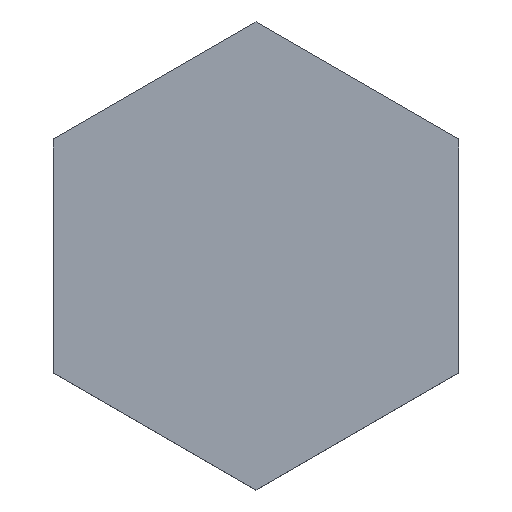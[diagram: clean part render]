
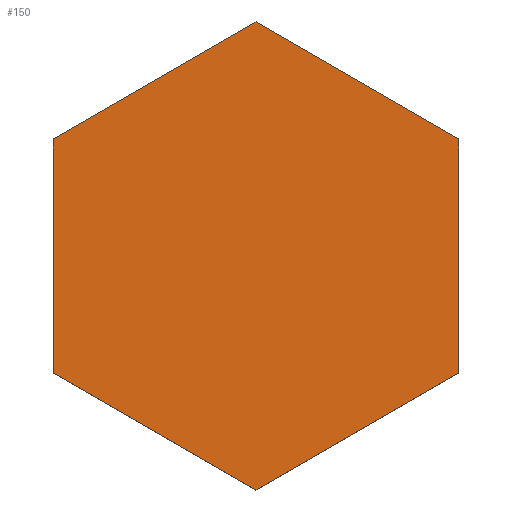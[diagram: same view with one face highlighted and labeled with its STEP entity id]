
A CAD part, top view. The second image highlights one B-rep face of the part: STEP entity #150.
In plain terms, the highlighted planar face has unit normal (0, 0, 1).
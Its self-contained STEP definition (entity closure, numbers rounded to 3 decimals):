
#150=ADVANCED_FACE('',(#8070),#8072,.T.);
#8070=FACE_BOUND('',#8071,.T.);
#8071=EDGE_LOOP('',(#8973,#8974,#8975,#8976,#8977,#8978));
#8072=PLANE('',#8073);
#8073=AXIS2_PLACEMENT_3D('',#8074,#8075,#8076);
#8074=CARTESIAN_POINT('',(0.,0.,32.));
#8075=DIRECTION('',(0.,0.,1.));
#8076=DIRECTION('',(-1.,0.,0.));
#8973=ORIENTED_EDGE('',*,*,#9201,.T.);
#8974=ORIENTED_EDGE('',*,*,#9199,.T.);
#8975=ORIENTED_EDGE('',*,*,#9197,.T.);
#8976=ORIENTED_EDGE('',*,*,#9195,.T.);
#8977=ORIENTED_EDGE('',*,*,#9193,.T.);
#8978=ORIENTED_EDGE('',*,*,#9191,.T.);
#9191=EDGE_CURVE('',#9391,#9389,#9392,.T.);
#9193=EDGE_CURVE('',#9394,#9391,#9395,.T.);
#9195=EDGE_CURVE('',#9397,#9394,#9398,.T.);
#9197=EDGE_CURVE('',#9400,#9397,#9401,.T.);
#9199=EDGE_CURVE('',#9403,#9400,#9404,.T.);
#9201=EDGE_CURVE('',#9389,#9403,#9406,.T.);
#9389=VERTEX_POINT('',#13253);
#9391=VERTEX_POINT('',#13257);
#9392=LINE('',#13258,#13259);
#9394=VERTEX_POINT('',#13264);
#9395=LINE('',#13265,#13266);
#9397=VERTEX_POINT('',#13271);
#9398=LINE('',#13272,#13273);
#9400=VERTEX_POINT('',#13278);
#9401=LINE('',#13279,#13280);
#9403=VERTEX_POINT('',#13285);
#9404=LINE('',#13286,#13287);
#9406=LINE('',#13292,#13293);
#13253=CARTESIAN_POINT('',(0.,-5.774,32.));
#13257=CARTESIAN_POINT('',(-5.,-2.887,32.));
#13258=CARTESIAN_POINT('',(-5.,-2.887,32.));
#13259=VECTOR('',#13260,1.);
#13260=DIRECTION('',(0.866,-0.5,0.));
#13264=CARTESIAN_POINT('',(-5.,2.887,32.));
#13265=CARTESIAN_POINT('',(-5.,2.887,32.));
#13266=VECTOR('',#13267,1.);
#13267=DIRECTION('',(0.,-1.,0.));
#13271=CARTESIAN_POINT('',(0.,5.774,32.));
#13272=CARTESIAN_POINT('',(0.,5.774,32.));
#13273=VECTOR('',#13274,1.);
#13274=DIRECTION('',(-0.866,-0.5,0.));
#13278=CARTESIAN_POINT('',(5.,2.887,32.));
#13279=CARTESIAN_POINT('',(5.,2.887,32.));
#13280=VECTOR('',#13281,1.);
#13281=DIRECTION('',(-0.866,0.5,0.));
#13285=CARTESIAN_POINT('',(5.,-2.887,32.));
#13286=CARTESIAN_POINT('',(5.,-2.887,32.));
#13287=VECTOR('',#13288,1.);
#13288=DIRECTION('',(0.,1.,0.));
#13292=CARTESIAN_POINT('',(0.,-5.774,32.));
#13293=VECTOR('',#13294,1.);
#13294=DIRECTION('',(0.866,0.5,0.));
